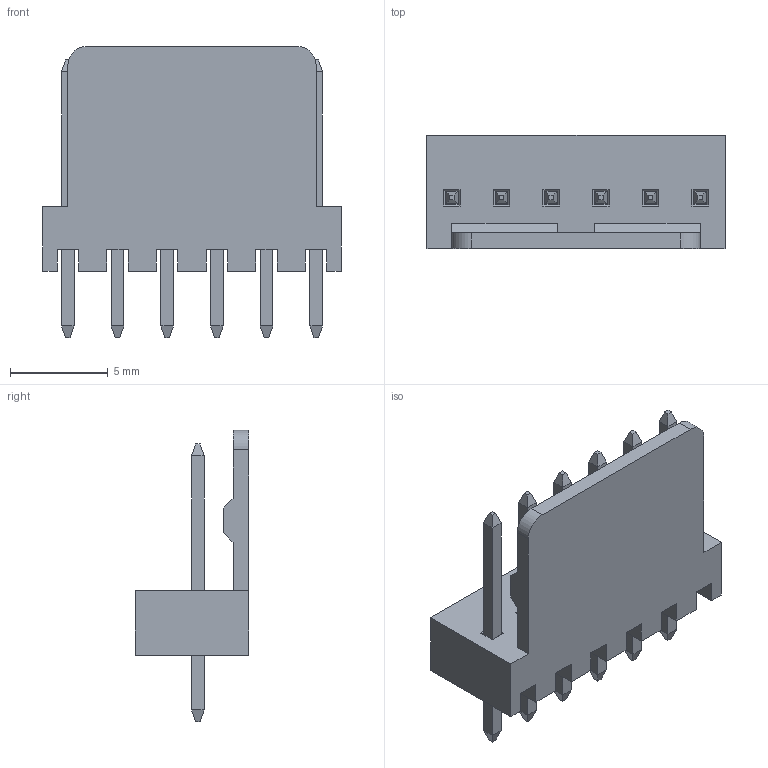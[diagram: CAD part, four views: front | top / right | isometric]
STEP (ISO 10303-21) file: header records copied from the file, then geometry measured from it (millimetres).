
FILE_DESCRIPTION(/* description */ ('Unknown'),/* implementation_level */ '2;1');
FILE_NAME(/* name */ 'J_Wurth_WR-WTB_61900611121',/* time_stamp */ '2025-05-21T14:10:57+08:00',/* author */ ('Unknown'),/* organization */ ('Unknown'),/* preprocessor_version */ 'ST-DEVELOPER v19.4',/* originating_system */ 'Solid Edge',/* authorisation */ 'Unknown');
FILE_SCHEMA (('AUTOMOTIVE_DESIGN {1 0 10303 214 3 1 1}'));
Length unit declared in the file: millimetre
Products named in the file (2): J_Wurth_WR-WTB_61900611121
Assembly tree (1 placements, depth 2):
  J_Wurth_WR-WTB_61900611121
    J_Wurth_WR-WTB_61900611121
Bounding box: 15.24 x 5.8 x 14.9 mm (x, y, z)
Volume: 362.7 mm3; surface area: 819.3 mm2
Topology: 1 solids, 1 shells, 236 faces, 558 edges, 348 vertices
Faces by surface type: plane 234, cylinder 2
Entity records: 8245 total; most frequent: CARTESIAN_POINT 1144, ORIENTED_EDGE 1116, DIRECTION 1038, EDGE_CURVE 558, LINE 554, VECTOR 554, VERTEX_POINT 348, EDGE_LOOP 260
